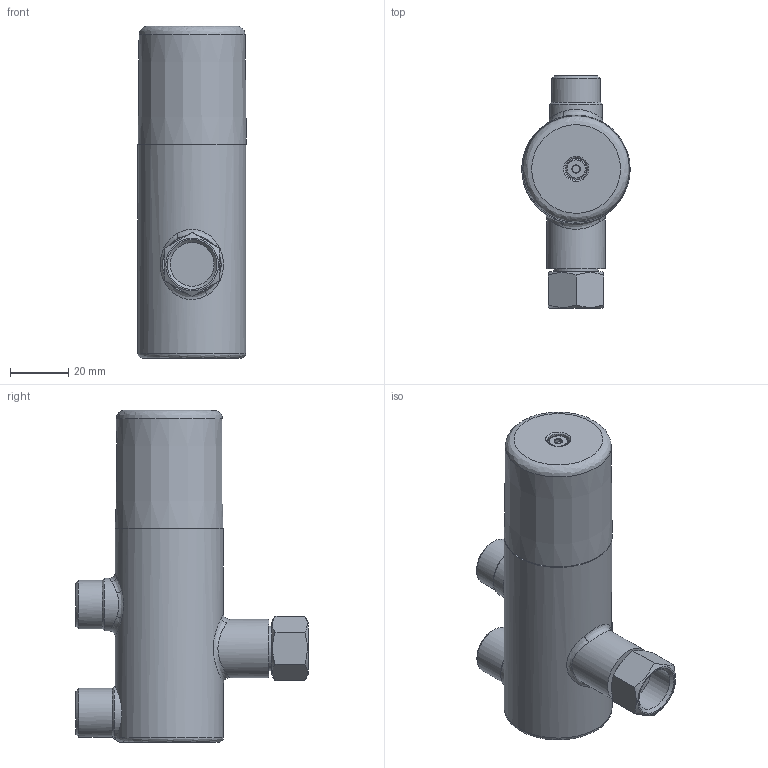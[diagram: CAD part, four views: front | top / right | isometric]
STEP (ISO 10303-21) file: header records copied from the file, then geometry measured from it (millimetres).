
FILE_DESCRIPTION (( 'STEP AP203' ), '1' );
FILE_NAME ('200400+200410+63410020.STEP', '2017-12-20T11:25:52', ( '' ), ( '' ), 'SwSTEP 2.0', 'SolidWorks 2016', '' );
FILE_SCHEMA (( 'CONFIG_CONTROL_DESIGN' ));
Length unit declared in the file: millimetre
Products named in the file (1): 200400+200410+63410020
Bounding box: 37.11 x 79.5 x 113.6 mm (x, y, z)
Volume: 133123.2 mm3; surface area: 19817.7 mm2
Topology: 1 solids, 1 shells, 70 faces, 163 edges, 106 vertices
Faces by surface type: plane 27, cone 18, cylinder 13, bspline 12
Full cylindrical faces by diameter (mm): 7 x1, 7.6 x1, 10.05 x1, 10.5 x1, 14.95 x1, 15.268 x1, 16.66 x2, 18 x2, 20 x1, 35.885 x1, 37 x1
Entity records: 3824 total; most frequent: CARTESIAN_POINT 2517, ORIENTED_EDGE 228, DIRECTION 218, EDGE_CURVE 114, EDGE_LOOP 109, AXIS2_PLACEMENT_3D 99, FACE_OUTER_BOUND 87, VERTEX_POINT 85
